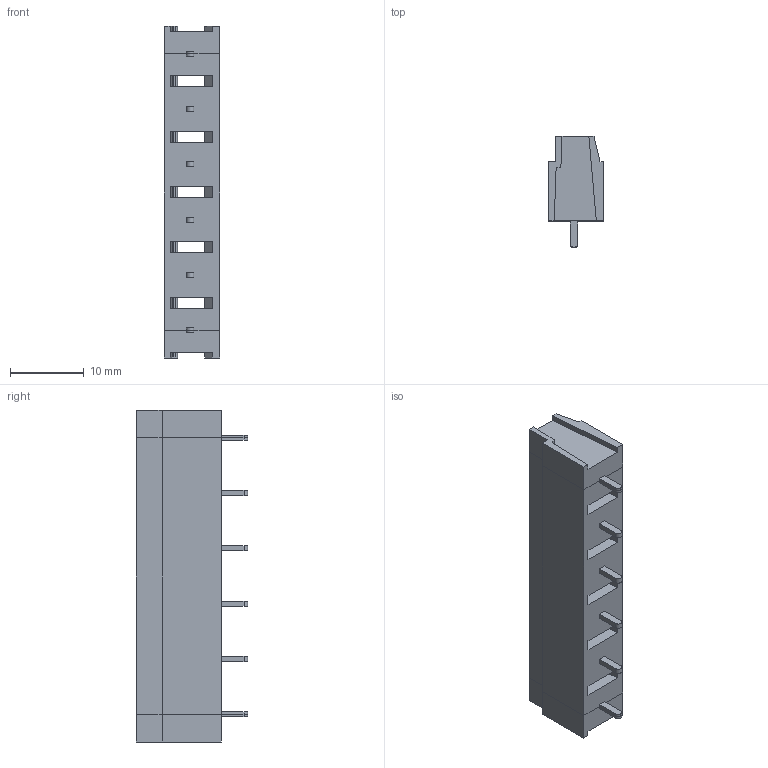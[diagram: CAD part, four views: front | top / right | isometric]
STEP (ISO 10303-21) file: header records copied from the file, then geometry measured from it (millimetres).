
FILE_DESCRIPTION( ( 'Unknown' ), '1' );
FILE_NAME( '691137910006.stp', 'Unknown', ( 'Unknown' ), ( 'Unknown' ), 'PSStep 18.0.17', 'Unknown', ' ' );
FILE_SCHEMA( ( 'AUTOMOTIVE_DESIGN { 1 0 10303 214 1 1 1 1 }' ) );
Length unit declared in the file: millimetre
Products named in the file (4): Assem1; MRT12P7.5_DX; MRT12P7.5_SX; 691137910006
Assembly tree (3 placements, depth 2):
  Assem1
    MRT12P7.5_DX
    MRT12P7.5_SX
    691137910006
Bounding box: 7.5 x 15.1 x 45 mm (x, y, z)
Volume: 2398.6 mm3; surface area: 4867.6 mm2
Topology: 3 solids, 7 shells, 560 faces, 1674 edges, 1092 vertices
Faces by surface type: plane 420, cylinder 140
Full cylindrical faces by diameter (mm): 2.5 x8, 3.7 x8
Entity records: 23542 total; most frequent: CARTESIAN_POINT 3622, ORIENTED_EDGE 3300, DIRECTION 3098, EDGE_CURVE 1650, LINE 1318, VECTOR 1318, VERTEX_POINT 1084, AXIS2_PLACEMENT_3D 890
